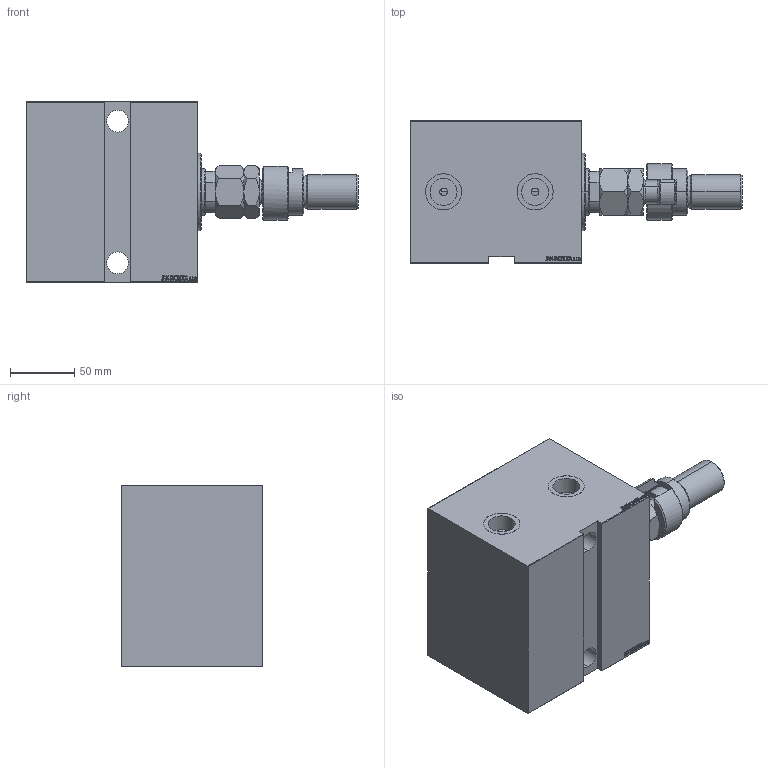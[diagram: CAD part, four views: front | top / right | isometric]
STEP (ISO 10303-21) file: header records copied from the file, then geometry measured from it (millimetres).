
FILE_DESCRIPTION (( 'STEP AP203' ), '1' );
FILE_NAME ('1917.STEP', '2022-04-17T04:35:21', ( '' ), ( '' ), 'SwSTEP 2.0', 'SolidWorks 2019', '' );
FILE_SCHEMA (( 'CONFIG_CONTROL_DESIGN' ));
Length unit declared in the file: millimetre
Products named in the file (7): DFA e562731f5a964df7fcd11dd19e001cc2; FEMALE_PART_FOR_DFA e562731f5a964df7fcd11dd19e001cc2; V450CM_VC_B e562731f5a964df7fcd11dd19e001cc2; 1917; V450CM_E_VCP e562731f5a964df7fcd11dd19e001cc2; MFA e562731f5a964df7fcd11dd19e001cc2; V450CM_E_Body e562731f5a964df7fcd11dd19e001cc2
Assembly tree (6 placements, depth 3):
  1917
    V450CM_E_Body e562731f5a964df7fcd11dd19e001cc2
    V450CM_E_VCP e562731f5a964df7fcd11dd19e001cc2
    V450CM_VC_B e562731f5a964df7fcd11dd19e001cc2
    DFA e562731f5a964df7fcd11dd19e001cc2
      FEMALE_PART_FOR_DFA e562731f5a964df7fcd11dd19e001cc2
      MFA e562731f5a964df7fcd11dd19e001cc2
Bounding box: 257.5 x 110 x 140 mm (x, y, z)
Volume: 1803581 mm3; surface area: 214907.6 mm2
Topology: 5 solids, 5 shells, 953 faces, 2411 edges, 1582 vertices
Faces by surface type: plane 444, bspline 380, cylinder 71, cone 54, torus 4
Entity records: 46436 total; most frequent: CARTESIAN_POINT 25316, ORIENTED_EDGE 4818, DIRECTION 2947, EDGE_CURVE 2409, VERTEX_POINT 1582, LINE 1381, VECTOR 1381, EDGE_LOOP 1079
